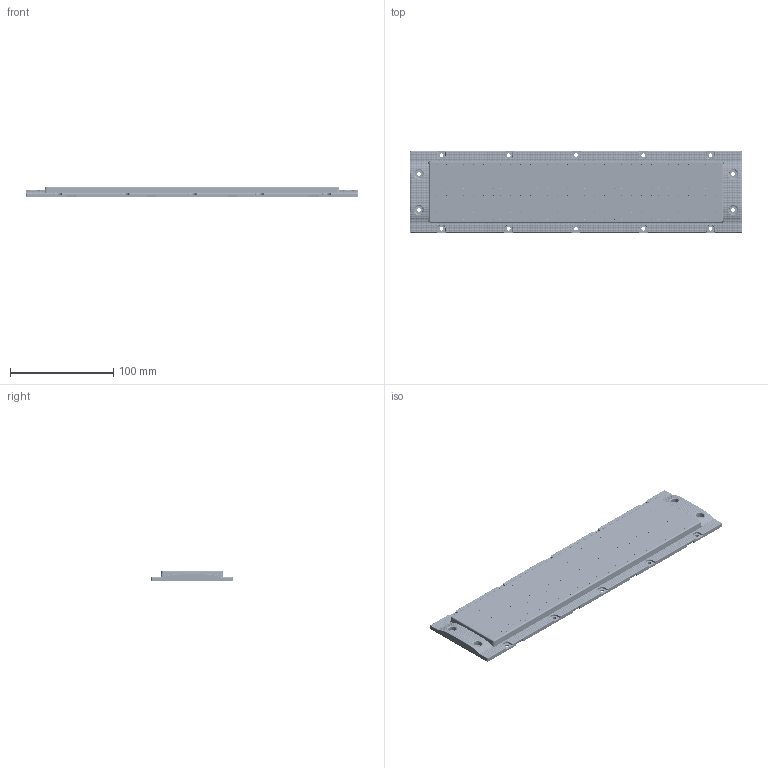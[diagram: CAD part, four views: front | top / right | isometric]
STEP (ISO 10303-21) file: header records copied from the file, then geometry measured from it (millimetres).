
FILE_DESCRIPTION((''),'2;1');
FILE_NAME('F15675_001','2022-07-29T',('123'),(''),'PRO/ENGINEER BY PARAMETRIC TECHNOLOGY CORPORATION, 2011310','PRO/ENGINEER BY PARAMETRIC TECHNOLOGY CORPORATION, 2011310','');
FILE_SCHEMA(('CONFIG_CONTROL_DESIGN'));
Products named in the file (1): F15675_001
Bounding box: 322.22 x 79.3 x 10.63 mm (x, y, z)
Surface area: 84370.4 mm2 (no closed solid volume)
Topology: 0 solids, 1 shells, 14995 faces, 41694 edges, 23049 vertices
Faces by surface type: sphere 6136, bspline 2936, cylinder 2848, plane 1827, cone 344, extrusion 340, torus 300, revolution 264
Entity records: 570553 total; most frequent: CARTESIAN_POINT 241703, ORIENTED_EDGE 73272, DIRECTION 63822, EDGE_CURVE 36636, AXIS2_PLACEMENT_3D 29299, VERTEX_POINT 23051, CIRCLE 17844, EDGE_LOOP 16431
